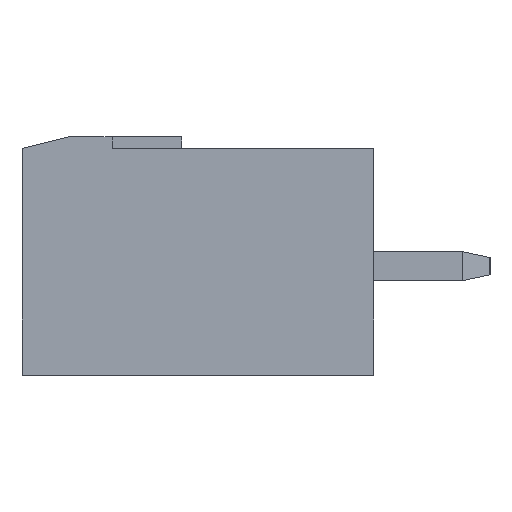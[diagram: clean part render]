
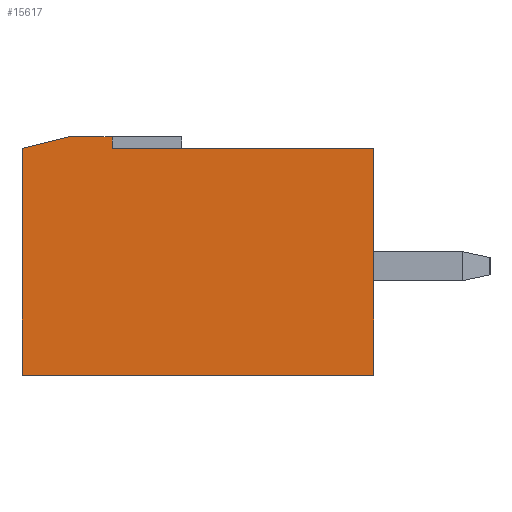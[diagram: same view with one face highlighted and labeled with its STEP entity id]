
A CAD part, left-side view. The second image highlights one B-rep face of the part: STEP entity #15617.
In plain terms, the highlighted planar face has unit normal (-1, 0, 0).
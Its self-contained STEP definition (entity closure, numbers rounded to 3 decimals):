
#218 = LINE ( 'NONE', #30568, #11133 ) ;
#1417 = FACE_OUTER_BOUND ( 'NONE', #14826, .T. ) ;
#1693 = VECTOR ( 'NONE', #13789, 1000. ) ;
#4147 = ORIENTED_EDGE ( 'NONE', *, *, #25063, .T. ) ;
#5205 = EDGE_CURVE ( 'NONE', #33031, #46198, #24187, .T. ) ;
#5695 = LINE ( 'NONE', #45969, #16316 ) ;
#6868 = EDGE_CURVE ( 'NONE', #23288, #13646, #12601, .T. ) ;
#7752 = PLANE ( 'NONE',  #48129 ) ;
#8018 = CARTESIAN_POINT ( 'NONE',  ( -4.3, -8.907, 0. ) ) ;
#9851 = CARTESIAN_POINT ( 'NONE',  ( -4.3, 12.1, 0. ) ) ;
#10272 = VECTOR ( 'NONE', #22287, 1000. ) ;
#11133 = VECTOR ( 'NONE', #15216, 1000. ) ;
#11764 = CARTESIAN_POINT ( 'NONE',  ( -4.3, -8.907, 0. ) ) ;
#12601 = LINE ( 'NONE', #31435, #43422 ) ;
#13646 = VERTEX_POINT ( 'NONE', #13648 ) ;
#13648 = CARTESIAN_POINT ( 'NONE',  ( -4.3, 9., 7.8 ) ) ;
#13789 = DIRECTION ( 'NONE',  ( 0., 0., 1. ) ) ;
#14249 = DIRECTION ( 'NONE',  ( 0., 0., 1. ) ) ;
#14826 = EDGE_LOOP ( 'NONE', ( #39624, #4147, #38435, #33583, #33595, #20219, #28723 ) ) ;
#15216 = DIRECTION ( 'NONE',  ( 0., 0.97, -0.243 ) ) ;
#15617 = ADVANCED_FACE ( 'NONE', ( #1417 ), #7752, .T. ) ;
#16316 = VECTOR ( 'NONE', #31069, 1000. ) ;
#20217 = CARTESIAN_POINT ( 'NONE',  ( -4.3, 0., 0. ) ) ;
#20219 = ORIENTED_EDGE ( 'NONE', *, *, #27868, .T. ) ;
#22287 = DIRECTION ( 'NONE',  ( 0., 0., 1. ) ) ;
#22310 = EDGE_CURVE ( 'NONE', #39286, #38516, #5695, .T. ) ;
#23191 = DIRECTION ( 'NONE',  ( -1., 0., 0. ) ) ;
#23288 = VERTEX_POINT ( 'NONE', #31026 ) ;
#24187 = LINE ( 'NONE', #11764, #35425 ) ;
#25063 = EDGE_CURVE ( 'NONE', #33031, #23288, #33021, .T. ) ;
#27263 = CARTESIAN_POINT ( 'NONE',  ( -4.3, 12.1, 0. ) ) ;
#27400 = EDGE_CURVE ( 'NONE', #46198, #39364, #39875, .T. ) ;
#27868 = EDGE_CURVE ( 'NONE', #38516, #39364, #218, .T. ) ;
#28723 = ORIENTED_EDGE ( 'NONE', *, *, #27400, .F. ) ;
#30568 = CARTESIAN_POINT ( 'NONE',  ( -4.3, 10.5, 8.2 ) ) ;
#31026 = CARTESIAN_POINT ( 'NONE',  ( -4.3, 0., 7.8 ) ) ;
#31069 = DIRECTION ( 'NONE',  ( 0., 1., 0. ) ) ;
#31435 = CARTESIAN_POINT ( 'NONE',  ( -4.3, -8.907, 7.8 ) ) ;
#32547 = EDGE_CURVE ( 'NONE', #13646, #39286, #45305, .T. ) ;
#33021 = LINE ( 'NONE', #44275, #45748 ) ;
#33031 = VERTEX_POINT ( 'NONE', #20217 ) ;
#33560 = CARTESIAN_POINT ( 'NONE',  ( -4.3, 12.1, 7.8 ) ) ;
#33583 = ORIENTED_EDGE ( 'NONE', *, *, #32547, .T. ) ;
#33595 = ORIENTED_EDGE ( 'NONE', *, *, #22310, .T. ) ;
#35425 = VECTOR ( 'NONE', #38589, 1000. ) ;
#35617 = CARTESIAN_POINT ( 'NONE',  ( -4.3, 10.5, 8.2 ) ) ;
#35977 = DIRECTION ( 'NONE',  ( 0., 1., 0. ) ) ;
#37421 = CARTESIAN_POINT ( 'NONE',  ( -4.3, 9., 7.8 ) ) ;
#38092 = DIRECTION ( 'NONE',  ( 0., 0., 1. ) ) ;
#38435 = ORIENTED_EDGE ( 'NONE', *, *, #6868, .T. ) ;
#38516 = VERTEX_POINT ( 'NONE', #35617 ) ;
#38589 = DIRECTION ( 'NONE',  ( 0., 1., 0. ) ) ;
#39286 = VERTEX_POINT ( 'NONE', #46847 ) ;
#39364 = VERTEX_POINT ( 'NONE', #33560 ) ;
#39624 = ORIENTED_EDGE ( 'NONE', *, *, #5205, .F. ) ;
#39875 = LINE ( 'NONE', #9851, #1693 ) ;
#43422 = VECTOR ( 'NONE', #35977, 1000. ) ;
#44275 = CARTESIAN_POINT ( 'NONE',  ( -4.3, 0., 0. ) ) ;
#45305 = LINE ( 'NONE', #37421, #10272 ) ;
#45748 = VECTOR ( 'NONE', #14249, 1000. ) ;
#45969 = CARTESIAN_POINT ( 'NONE',  ( -4.3, 9., 8.2 ) ) ;
#46198 = VERTEX_POINT ( 'NONE', #27263 ) ;
#46847 = CARTESIAN_POINT ( 'NONE',  ( -4.3, 9., 8.2 ) ) ;
#48129 = AXIS2_PLACEMENT_3D ( 'NONE', #8018, #23191, #38092 ) ;
